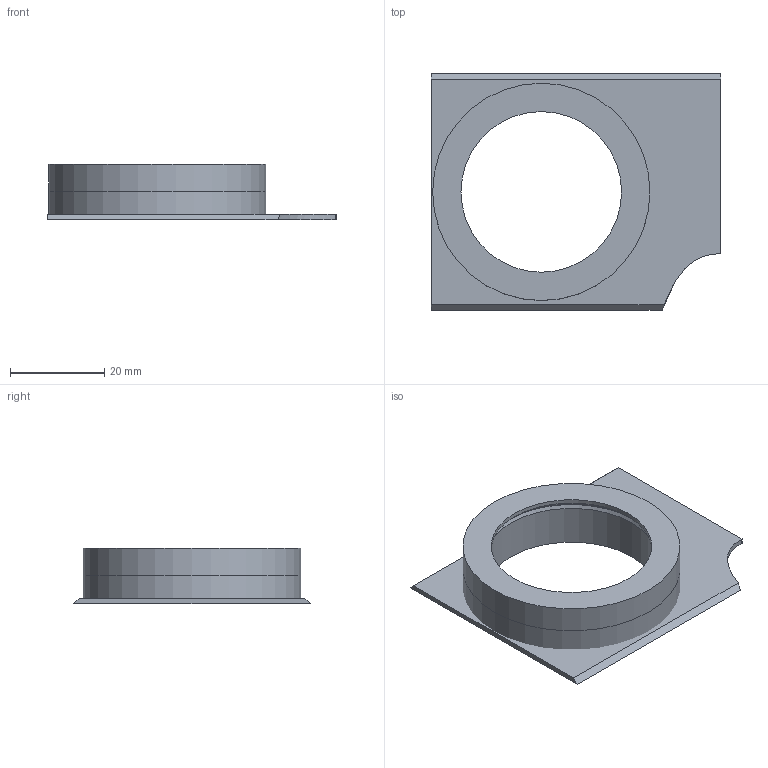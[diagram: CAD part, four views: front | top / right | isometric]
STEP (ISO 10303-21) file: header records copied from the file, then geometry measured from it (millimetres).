
FILE_DESCRIPTION(/* description */ (''),/* implementation_level */ '2;1');
FILE_NAME(/* name */ 'Lens Slide LHS 02 v1.step',/* time_stamp */ '2019-10-11T20:19:53+01:00',/* author */ (''),/* organization */ (''),/* preprocessor_version */ 'ST-DEVELOPER v18',/* originating_system */ 'Autodesk Translation Framework v8.6.0.1094',/* authorisation */ '');
FILE_SCHEMA (('AUTOMOTIVE_DESIGN { 1 0 10303 214 3 1 1 }'));
Length unit declared in the file: millimetre
Products named in the file (5): Lens Slide LHS 02; Slide LHS; Socket; Screw; Cap
Assembly tree (4 placements, depth 3):
  Lens Slide LHS 02
    Slide LHS
      Socket
    Screw
    Cap
Bounding box: 61.3 x 50.04 x 11.7 mm (x, y, z)
Volume: 10509.8 mm3; surface area: 13666.1 mm2
Topology: 4 solids, 4 shells, 52 faces, 122 edges, 80 vertices
Faces by surface type: cylinder 28, plane 15, bspline 7, cone 2
Full cylindrical faces by diameter (mm): 34 x1, 36 x1, 37 x1, 38.33 x3, 39.202 x2, 39.402 x1, 41.364 x3, 42 x1, 42.349 x2, 46 x2
Entity records: 5123 total; most frequent: CARTESIAN_POINT 3860, ORIENTED_EDGE 244, DIRECTION 203, EDGE_CURVE 122, AXIS2_PLACEMENT_3D 82, VERTEX_POINT 80, EDGE_LOOP 62, B_SPLINE_CURVE_WITH_KNOTS 55
